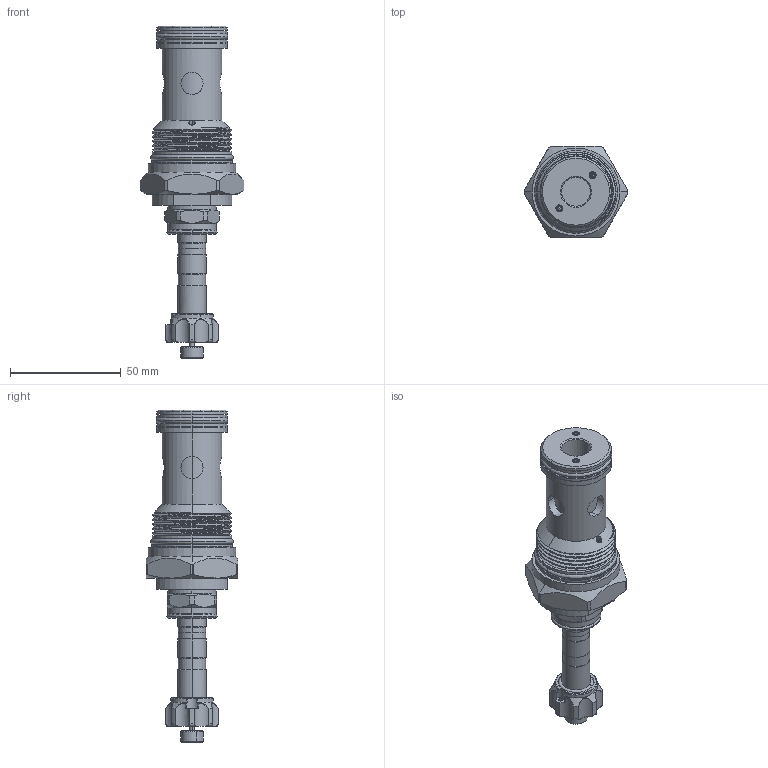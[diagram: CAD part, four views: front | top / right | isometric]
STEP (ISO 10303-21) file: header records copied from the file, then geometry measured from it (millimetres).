
FILE_DESCRIPTION (( 'STEP AP203' ), '1' );
FILE_NAME ('EP16A2A31P95.STEP', '2020-04-16T05:22:42', ( '' ), ( '' ), 'SwSTEP 2.0', 'SolidWorks 2018', '' );
FILE_SCHEMA (( 'CONFIG_CONTROL_DESIGN' ));
Length unit declared in the file: millimetre
Products named in the file (1): EP16A2A31P95
Bounding box: 46.8 x 41.2 x 149.65 mm (x, y, z)
Volume: 79381.3 mm3; surface area: 22396.1 mm2
Topology: 11 solids, 11 shells, 440 faces, 1064 edges, 655 vertices
Faces by surface type: cylinder 188, cone 77, plane 75, torus 55, bspline 41, sphere 4
Entity records: 18132 total; most frequent: CARTESIAN_POINT 8140, ORIENTED_EDGE 2096, DIRECTION 2080, EDGE_CURVE 1048, AXIS2_PLACEMENT_3D 869, VERTEX_POINT 649, EDGE_LOOP 473, CIRCLE 469
